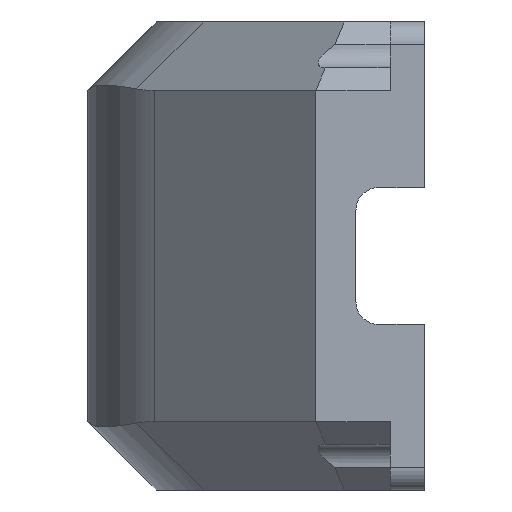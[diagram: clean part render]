
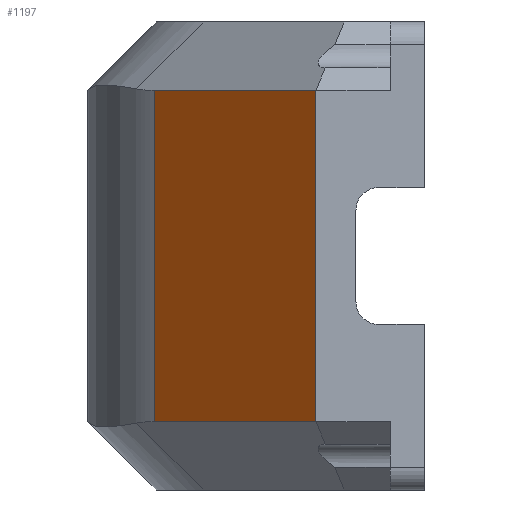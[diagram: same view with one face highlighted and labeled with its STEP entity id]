
A CAD part, left-side view. The second image highlights one B-rep face of the part: STEP entity #1197.
In plain terms, the highlighted planar face has unit normal (-0.707, 0.707, 0).
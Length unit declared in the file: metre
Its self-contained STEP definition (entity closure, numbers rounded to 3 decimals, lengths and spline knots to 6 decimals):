
#282=ORIENTED_EDGE('',*,*,#548,.T.);
#283=ORIENTED_EDGE('',*,*,#549,.T.);
#284=ORIENTED_EDGE('',*,*,#550,.T.);
#285=ORIENTED_EDGE('',*,*,#542,.F.);
#542=EDGE_CURVE('',#671,#675,#810,.T.);
#548=EDGE_CURVE('',#671,#686,#816,.F.);
#549=EDGE_CURVE('',#686,#687,#817,.F.);
#550=EDGE_CURVE('',#687,#675,#818,.F.);
#671=VERTEX_POINT('',#1911);
#675=VERTEX_POINT('',#1922);
#686=VERTEX_POINT('',#1953);
#687=VERTEX_POINT('',#1955);
#810=LINE('',#1941,#946);
#816=LINE('',#1952,#952);
#817=LINE('',#1954,#953);
#818=LINE('',#1956,#954);
#946=VECTOR('',#1559,1.);
#952=VECTOR('',#1569,1.);
#953=VECTOR('',#1570,1.);
#954=VECTOR('',#1571,1.);
#1011=EDGE_LOOP('',(#282,#283,#284,#285));
#1085=FACE_BOUND('',#1011,.T.);
#1149=PLANE('',#1292);
#1197=ADVANCED_FACE('',(#1085),#1149,.F.);
#1292=AXIS2_PLACEMENT_3D('',#1951,#1567,#1568);
#1559=DIRECTION('',(0.,0.,-1.));
#1567=DIRECTION('',(0.707,-0.707,0.));
#1568=DIRECTION('',(0.,0.,-1.));
#1569=DIRECTION('',(-0.707,-0.707,0.));
#1570=DIRECTION('',(0.,0.,1.));
#1571=DIRECTION('',(0.707,0.707,0.));
#1911=CARTESIAN_POINT('',(-0.061,0.008007,0.0145));
#1922=CARTESIAN_POINT('',(-0.061,0.008007,-0.0145));
#1941=CARTESIAN_POINT('',(-0.061,0.008007,0.));
#1951=CARTESIAN_POINT('',(-0.061,0.008007,0.));
#1952=CARTESIAN_POINT('',(-0.061,0.008007,0.0145));
#1953=CARTESIAN_POINT('',(-0.046858,0.022149,0.0145));
#1954=CARTESIAN_POINT('',(-0.046858,0.022149,-0.0145));
#1955=CARTESIAN_POINT('',(-0.046858,0.022149,-0.0145));
#1956=CARTESIAN_POINT('',(-0.061,0.008007,-0.0145));
